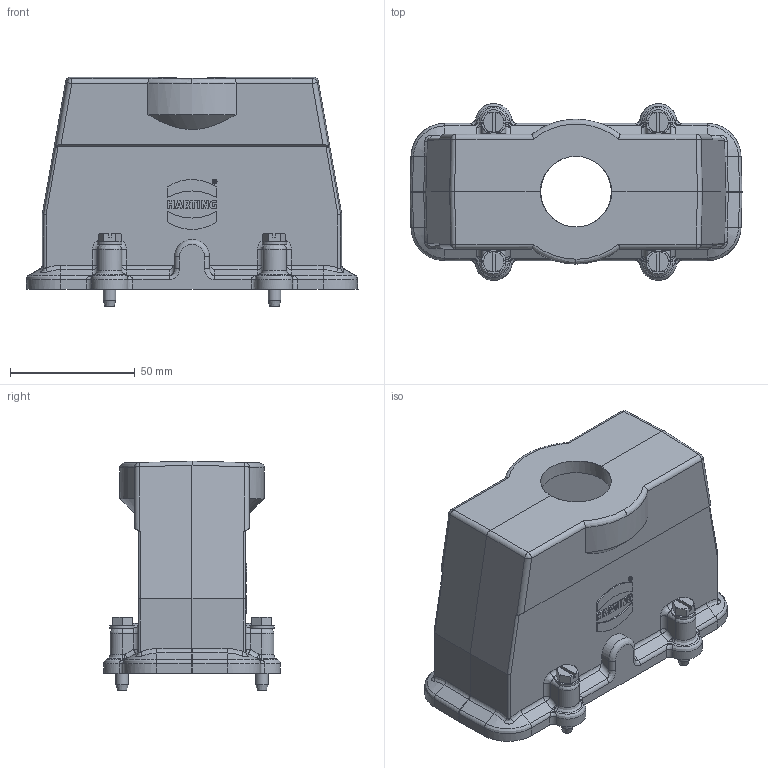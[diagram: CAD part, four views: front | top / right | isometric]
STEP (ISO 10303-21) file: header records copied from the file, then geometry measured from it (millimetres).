
FILE_DESCRIPTION(/* description */ (''),/* implementation_level */ '2;1');
FILE_NAME(/* name */ '100768607ugm000_a.stp',/* time_stamp */ '2018-03-07T10:13:55+01:00',/* author */ (''),/* organization */ (''),/* preprocessor_version */ 'ST-DEVELOPER v16',/* originating_system */ 'SIEMENS PLM Software NX 10.0',/* authorisation */ '');
FILE_SCHEMA (('AUTOMOTIVE_DESIGN { 1 0 10303 214 3 1 1 1 }'));
Length unit declared in the file: millimetre
Products named in the file (1): 100768607ugm000_a
Bounding box: 133 x 70.79 x 92 mm (x, y, z)
Volume: 151223.9 mm3; surface area: 63673.4 mm2
Topology: 1 solids, 1 shells, 734 faces, 1776 edges, 1047 vertices
Faces by surface type: plane 248, bspline 215, cylinder 204, cone 58, extrusion 9
Full cylindrical faces by diameter (mm): 1.507 x1, 1.972 x1, 3 x4, 5 x4, 9.8 x4, 28.3 x1
Entity records: 35122 total; most frequent: CARTESIAN_POINT 14887, ORIENTED_EDGE 3412, DIRECTION 2671, EDGE_CURVE 1706, VERTEX_POINT 1025, AXIS2_PLACEMENT_3D 933, VECTOR 805, LINE 796
